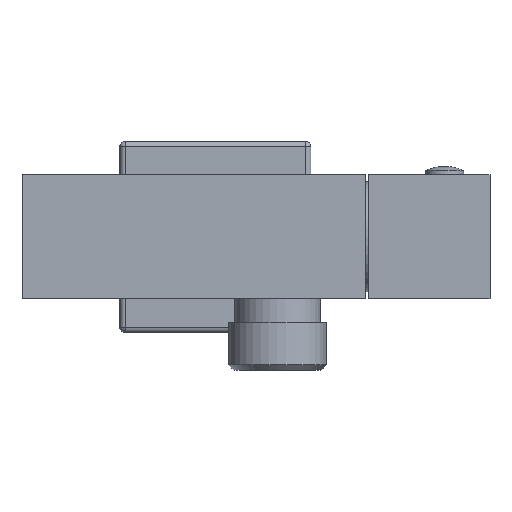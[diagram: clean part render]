
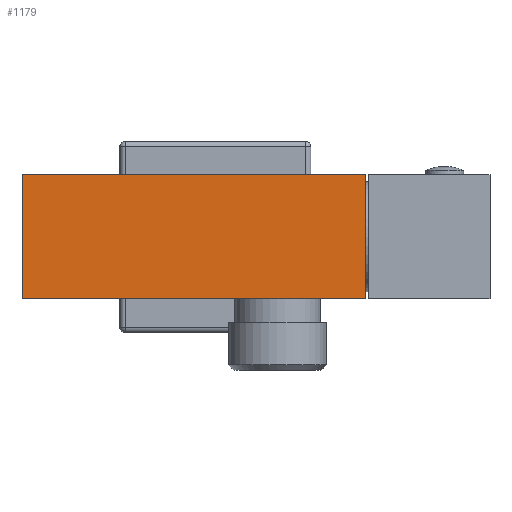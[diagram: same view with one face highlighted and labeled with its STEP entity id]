
A CAD part, top view. The second image highlights one B-rep face of the part: STEP entity #1179.
In plain terms, the highlighted planar face has unit normal (0, 0, 1).
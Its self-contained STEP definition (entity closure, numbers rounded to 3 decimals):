
#140=DIRECTION('',(1.,0.,0.));
#141=VECTOR('',#140,72.);
#142=CARTESIAN_POINT('',(-73.5,-13.,13.));
#143=LINE('',#142,#141);
#494=DIRECTION('',(0.,1.,0.));
#495=VECTOR('',#494,26.);
#496=CARTESIAN_POINT('',(-1.5,-13.,13.));
#497=LINE('',#496,#495);
#498=DIRECTION('',(0.,1.,0.));
#499=VECTOR('',#498,26.);
#500=CARTESIAN_POINT('',(-73.5,-13.,13.));
#501=LINE('',#500,#499);
#539=DIRECTION('',(1.,0.,0.));
#540=VECTOR('',#539,72.);
#541=CARTESIAN_POINT('',(-73.5,13.,13.));
#542=LINE('',#541,#540);
#570=CARTESIAN_POINT('',(-73.5,-13.,13.));
#571=VERTEX_POINT('',#570);
#576=CARTESIAN_POINT('',(-73.5,13.,13.));
#577=VERTEX_POINT('',#576);
#616=CARTESIAN_POINT('',(-1.5,-13.,13.));
#618=VERTEX_POINT('',#616);
#620=CARTESIAN_POINT('',(-1.5,13.,13.));
#622=VERTEX_POINT('',#620);
#1166=CARTESIAN_POINT('',(-73.5,-13.,13.));
#1167=DIRECTION('',(0.,0.,1.));
#1168=DIRECTION('',(1.,0.,0.));
#1169=AXIS2_PLACEMENT_3D('',#1166,#1167,#1168);
#1170=PLANE('',#1169);
#1171=ORIENTED_EDGE('',*,*,#994,.F.);
#1172=ORIENTED_EDGE('',*,*,#685,.F.);
#1174=ORIENTED_EDGE('',*,*,#1173,.T.);
#1176=ORIENTED_EDGE('',*,*,#1175,.T.);
#1177=EDGE_LOOP('',(#1171,#1172,#1174,#1176));
#1178=FACE_OUTER_BOUND('',#1177,.F.);
#685=EDGE_CURVE('',#571,#618,#143,.T.);
#994=EDGE_CURVE('',#618,#622,#497,.T.);
#1173=EDGE_CURVE('',#571,#577,#501,.T.);
#1175=EDGE_CURVE('',#577,#622,#542,.T.);
#1179=ADVANCED_FACE('',(#1178),#1170,.T.);
